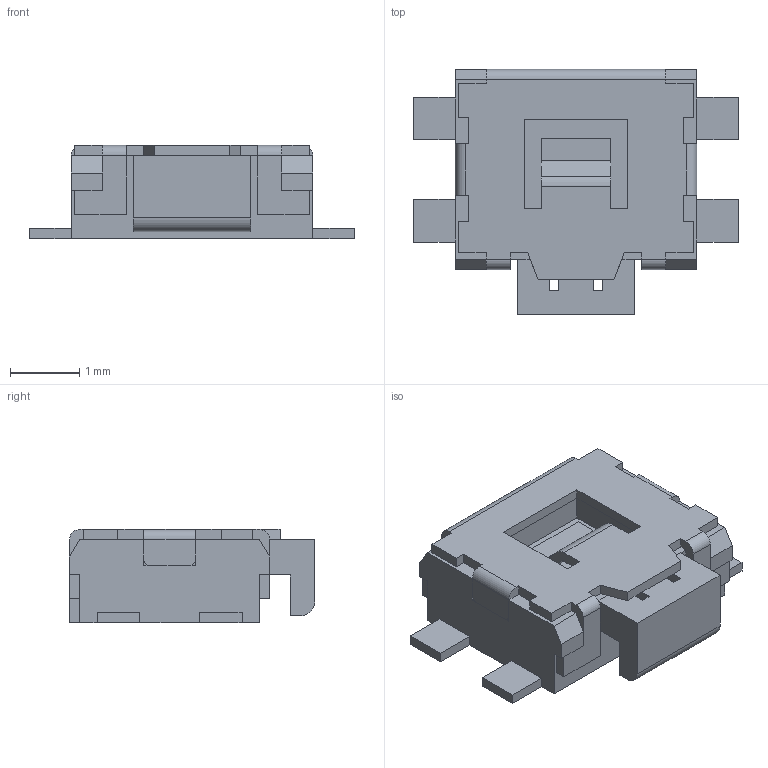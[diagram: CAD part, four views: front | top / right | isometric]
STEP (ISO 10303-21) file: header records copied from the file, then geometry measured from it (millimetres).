
FILE_DESCRIPTION(/* description */ ('model of SW_SPST_EVQP7A'),/* implementation_level */ '2;1');
FILE_NAME(/* name */ 'SW_SPST_EVQP7A.step',/* time_stamp */ '1970-01-01T00:00:00',/* author */ ('KiCAD','kicad'),/* organization */ ('OCCT'),/* preprocessor_version */ '',/* originating_system */ 'KiCAD',/* authorisation */ '');
FILE_SCHEMA(('AUTOMOTIVE_DESIGN { 1 0 10303 214 1 1 1 1 }'));
Length unit declared in the file: millimetre
Products named in the file (1): SW_SPST_EVQP7A
Bounding box: 4.7 x 3.55 x 1.35 mm (x, y, z)
Volume: 13.4 mm3; surface area: 53.2 mm2
Topology: 1 solids, 1 shells, 151 faces, 428 edges, 276 vertices
Faces by surface type: plane 137, cylinder 14
Entity records: 3117 total; most frequent: ORIENTED_EDGE 674, EDGE_CURVE 428, CARTESIAN_POINT 359, LINE 335, VERTEX_POINT 276, AXIS2_PLACEMENT_3D 159, FACE_BOUND 152, EDGE_LOOP 152
